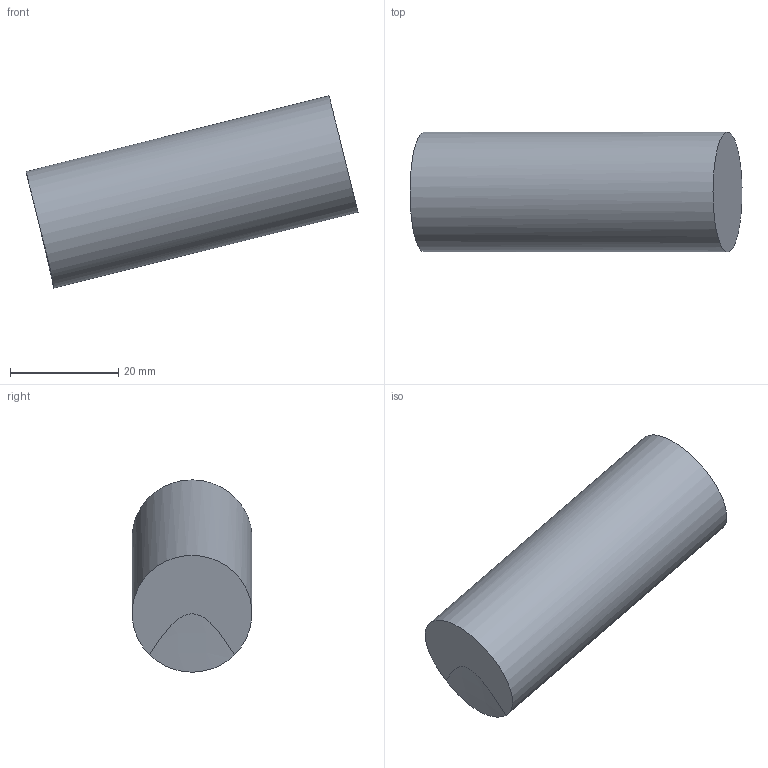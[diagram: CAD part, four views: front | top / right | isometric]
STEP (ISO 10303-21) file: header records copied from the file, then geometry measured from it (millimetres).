
FILE_DESCRIPTION(/* description */ ('STEP AP242','CAx-IF Rec.Pracs.---Representation and Presentation of Product Manufacturing Information (PMI)---4.0---2014-10-13','CAx-IF Rec.Pracs.---3D Tessellated Geometry---0.4---2014-09-14','2;1'),/* implementation_level */ '2;1');
FILE_NAME(/* name */ '61f6b2a074beb127bede140f',/* time_stamp */ '2022-01-30T15:45:37+00:00',/* author */ (''),/* organization */ (''),/* preprocessor_version */ 'ST-DEVELOPER v18.101',/* originating_system */ ' ',/* authorisation */ ' ');
FILE_SCHEMA (('AP242_MANAGED_MODEL_BASED_3D_ENGINEERING_MIM_LF { 1 0 10303 442 1 1 4 }'));
Length unit declared in the file: metre
Products named in the file (1): dt_d3_shell
Bounding box: 61.48 x 22.2 x 35.61 mm (x, y, z)
Volume: 4723.7 mm3; surface area: 8940.5 mm2
Topology: 1 solids, 2 shells, 7 faces, 9 edges, 6 vertices
Faces by surface type: plane 4, cylinder 2, bspline 1
Full cylindrical faces by diameter (mm): 20.447 x1, 22.225 x1
Entity records: 176 total; most frequent: CARTESIAN_POINT 55, DIRECTION 22, ORIENTED_EDGE 12, AXIS2_PLACEMENT_3D 11, EDGE_LOOP 9, FACE_BOUND 9, ADVANCED_FACE 7, EDGE_CURVE 6
